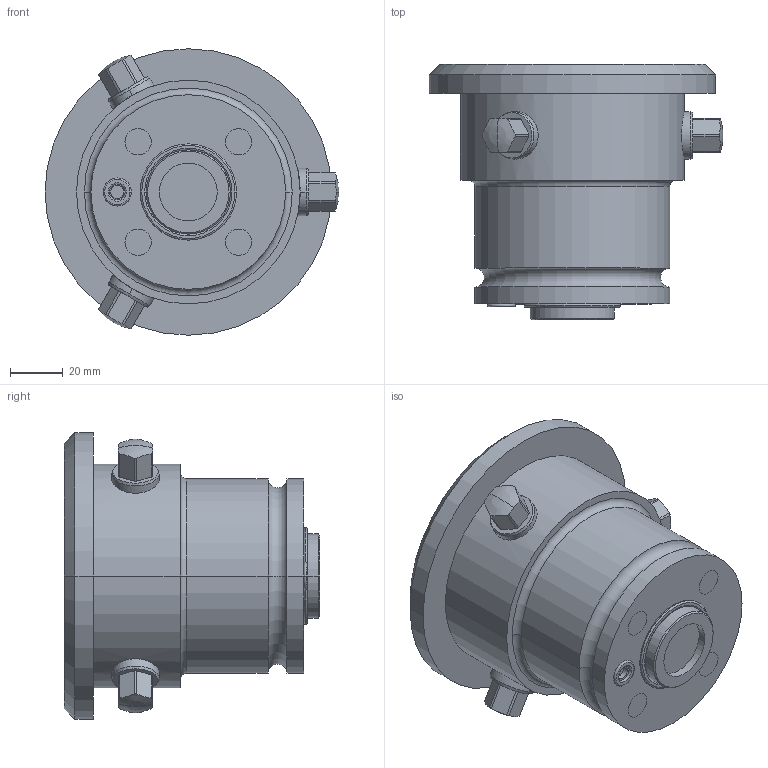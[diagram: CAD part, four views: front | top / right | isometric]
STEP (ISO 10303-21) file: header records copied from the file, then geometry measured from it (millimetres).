
FILE_DESCRIPTION((''),'2;1');
FILE_NAME('ILCM41582371','2020-05-07T',('jweaver'),(''),'PRO/ENGINEER BY PARAMETRIC TECHNOLOGY CORPORATION, 2013320','PRO/ENGINEER BY PARAMETRIC TECHNOLOGY CORPORATION, 2013320','');
FILE_SCHEMA(('AUTOMOTIVE_DESIGN { 1 0 10303 214 1 1 1 1 }'));
Length unit declared in the file: millimetre
Products named in the file (1): ILCM41582371
Bounding box: 111.7 x 97 x 108.9 mm (x, y, z)
Volume: 487939.8 mm3; surface area: 52770.4 mm2
Topology: 1 solids, 9 shells, 158 faces, 359 edges, 221 vertices
Faces by surface type: cylinder 64, plane 46, cone 26, torus 16, sphere 6
Entity records: 6048 total; most frequent: DIRECTION 869, CARTESIAN_POINT 820, ORIENTED_EDGE 682, PRESENTATION_STYLE_ASSIGNMENT 379, AXIS2_PLACEMENT_3D 371, STYLED_ITEM 350, CURVE_STYLE 345, EDGE_CURVE 345
